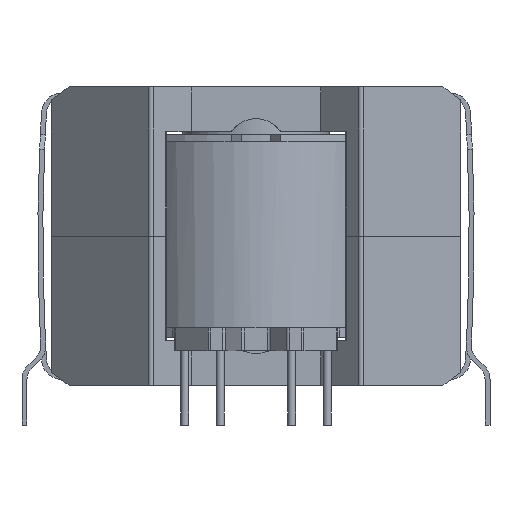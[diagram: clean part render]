
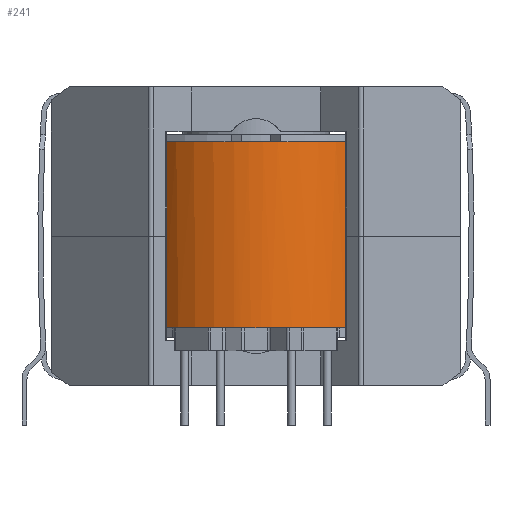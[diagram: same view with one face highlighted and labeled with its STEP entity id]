
A CAD part, front view. The second image highlights one B-rep face of the part: STEP entity #241.
In plain terms, the highlighted cylindrical face has radius 12.5 mm (diameter 25 mm), a full revolution.
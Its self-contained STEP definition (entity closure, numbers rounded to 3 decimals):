
#241 = ADVANCED_FACE( '', ( #669, #670 ), #671, .T. );
#669 = FACE_OUTER_BOUND( '', #1313, .T. );
#670 = FACE_OUTER_BOUND( '', #1314, .T. );
#671 = CYLINDRICAL_SURFACE( '', #1315, 12.5 );
#1313 = EDGE_LOOP( '', ( #1958, #1959, #1960, #1961 ) );
#1314 = EDGE_LOOP( '', ( #1962, #1963 ) );
#1315 = AXIS2_PLACEMENT_3D( '', #1964, #1965, #1966 );
#1958 = ORIENTED_EDGE( '', *, *, #3764, .F. );
#1959 = ORIENTED_EDGE( '', *, *, #3765, .F. );
#1960 = ORIENTED_EDGE( '', *, *, #3766, .F. );
#1961 = ORIENTED_EDGE( '', *, *, #3767, .F. );
#1962 = ORIENTED_EDGE( '', *, *, #3768, .T. );
#1963 = ORIENTED_EDGE( '', *, *, #3769, .T. );
#1964 = CARTESIAN_POINT( '', ( 0., 0., 26.346 ) );
#1965 = DIRECTION( '', ( 0., 0., 1. ) );
#1966 = DIRECTION( '', ( -1., 0., 0. ) );
#3764 = EDGE_CURVE( '', #4477, #4478, #4479, .T. );
#3765 = EDGE_CURVE( '', #4480, #4477, #4481, .T. );
#3766 = EDGE_CURVE( '', #4482, #4480, #4483, .T. );
#3767 = EDGE_CURVE( '', #4478, #4482, #4484, .T. );
#3768 = EDGE_CURVE( '', #4485, #4486, #4487, .T. );
#3769 = EDGE_CURVE( '', #4486, #4485, #4488, .T. );
#4477 = VERTEX_POINT( '', #5533 );
#4478 = VERTEX_POINT( '', #5534 );
#4479 = CIRCLE( '', #5535, 12.5 );
#4480 = VERTEX_POINT( '', #5536 );
#4481 = CIRCLE( '', #5537, 12.5 );
#4482 = VERTEX_POINT( '', #5538 );
#4483 = CIRCLE( '', #5539, 12.5 );
#4484 = CIRCLE( '', #5540, 12.5 );
#4485 = VERTEX_POINT( '', #5541 );
#4486 = VERTEX_POINT( '', #5542 );
#4487 = CIRCLE( '', #5543, 12.5 );
#4488 = CIRCLE( '', #5544, 12.5 );
#5533 = CARTESIAN_POINT( '', ( -1.566, 12.402, 5.8 ) );
#5534 = CARTESIAN_POINT( '', ( 1.566, 12.402, 5.8 ) );
#5535 = AXIS2_PLACEMENT_3D( '', #6985, #6986, #6987 );
#5536 = CARTESIAN_POINT( '', ( -1.566, -12.402, 5.8 ) );
#5537 = AXIS2_PLACEMENT_3D( '', #6988, #6989, #6990 );
#5538 = CARTESIAN_POINT( '', ( 1.566, -12.402, 5.8 ) );
#5539 = AXIS2_PLACEMENT_3D( '', #6991, #6992, #6993 );
#5540 = AXIS2_PLACEMENT_3D( '', #6994, #6995, #6996 );
#5541 = CARTESIAN_POINT( '', ( 2.193, -12.306, 24.55 ) );
#5542 = CARTESIAN_POINT( '', ( -2.193, -12.306, 24.55 ) );
#5543 = AXIS2_PLACEMENT_3D( '', #6997, #6998, #6999 );
#5544 = AXIS2_PLACEMENT_3D( '', #7000, #7001, #7002 );
#6985 = CARTESIAN_POINT( '', ( 0., 0., 5.8 ) );
#6986 = DIRECTION( '', ( 0., 0., -1. ) );
#6987 = DIRECTION( '', ( -1., 0., 0. ) );
#6988 = CARTESIAN_POINT( '', ( 0., 0., 5.8 ) );
#6989 = DIRECTION( '', ( 0., 0., -1. ) );
#6990 = DIRECTION( '', ( -1., 0., 0. ) );
#6991 = CARTESIAN_POINT( '', ( 0., 0., 5.8 ) );
#6992 = DIRECTION( '', ( 0., 0., -1. ) );
#6993 = DIRECTION( '', ( -1., 0., 0. ) );
#6994 = CARTESIAN_POINT( '', ( 0., 0., 5.8 ) );
#6995 = DIRECTION( '', ( 0., 0., -1. ) );
#6996 = DIRECTION( '', ( -1., 0., 0. ) );
#6997 = CARTESIAN_POINT( '', ( 0., 0., 24.55 ) );
#6998 = DIRECTION( '', ( 0., 0., -1. ) );
#6999 = DIRECTION( '', ( -1., 0., 0. ) );
#7000 = CARTESIAN_POINT( '', ( 0., 0., 24.55 ) );
#7001 = DIRECTION( '', ( 0., 0., -1. ) );
#7002 = DIRECTION( '', ( -1., 0., 0. ) );
